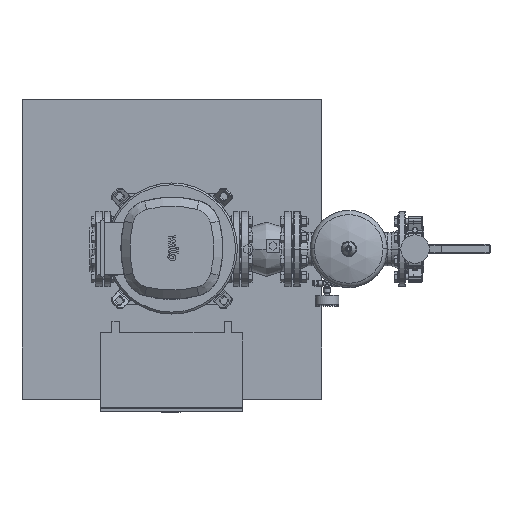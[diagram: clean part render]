
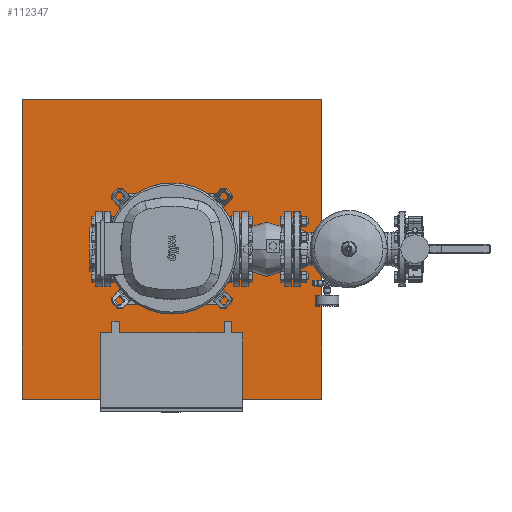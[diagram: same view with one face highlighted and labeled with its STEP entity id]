
A CAD part, top view. The second image highlights one B-rep face of the part: STEP entity #112347.
In plain terms, the highlighted planar face has unit normal (0, 0, 1).
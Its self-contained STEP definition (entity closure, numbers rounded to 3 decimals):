
#112308=CARTESIAN_POINT('',(-400.0,0.,125.0));
#112309=DIRECTION('',(0.0,0.0,1.0));
#112310=DIRECTION('',(0.0,-1.0,0.0));
#112311=AXIS2_PLACEMENT_3D('',#112308,#112309,#112310);
#112312=PLANE('',#112311);
#112313=CARTESIAN_POINT('',(400.0,-400.0,125.));
#112314=VERTEX_POINT('',#112313);
#112315=CARTESIAN_POINT('',(400.0,400.0,125.));
#112316=VERTEX_POINT('',#112315);
#112317=CARTESIAN_POINT('',(400.0,-400.0,125.));
#112318=DIRECTION('',(0.0,1.0,0.0));
#112319=VECTOR('',#112318,800.0);
#112320=LINE('',#112317,#112319);
#112321=EDGE_CURVE('',#112314,#112316,#112320,.T.);
#112322=ORIENTED_EDGE('',*,*,#112321,.T.);
#112323=CARTESIAN_POINT('',(-400.0,400.0,125.));
#112324=VERTEX_POINT('',#112323);
#112325=CARTESIAN_POINT('',(-400.0,400.0,125.));
#112326=DIRECTION('',(1.0,0.0,0.0));
#112327=VECTOR('',#112326,800.0);
#112328=LINE('',#112325,#112327);
#112329=EDGE_CURVE('',#112324,#112316,#112328,.T.);
#112330=ORIENTED_EDGE('',*,*,#112329,.F.);
#112331=CARTESIAN_POINT('',(-400.0,-400.0,125.));
#112332=VERTEX_POINT('',#112331);
#112333=CARTESIAN_POINT('',(-400.0,400.0,125.));
#112334=DIRECTION('',(0.0,-1.0,0.0));
#112335=VECTOR('',#112334,800.0);
#112336=LINE('',#112333,#112335);
#112337=EDGE_CURVE('',#112324,#112332,#112336,.T.);
#112338=ORIENTED_EDGE('',*,*,#112337,.T.);
#112339=CARTESIAN_POINT('',(-400.0,-400.0,125.));
#112340=DIRECTION('',(1.0,0.0,0.0));
#112341=VECTOR('',#112340,800.0);
#112342=LINE('',#112339,#112341);
#112343=EDGE_CURVE('',#112332,#112314,#112342,.T.);
#112344=ORIENTED_EDGE('',*,*,#112343,.T.);
#112345=EDGE_LOOP('',(#112322,#112330,#112338,#112344));
#112346=FACE_OUTER_BOUND('',#112345,.T.);
#112347=ADVANCED_FACE('',(#112346),#112312,.T.);
